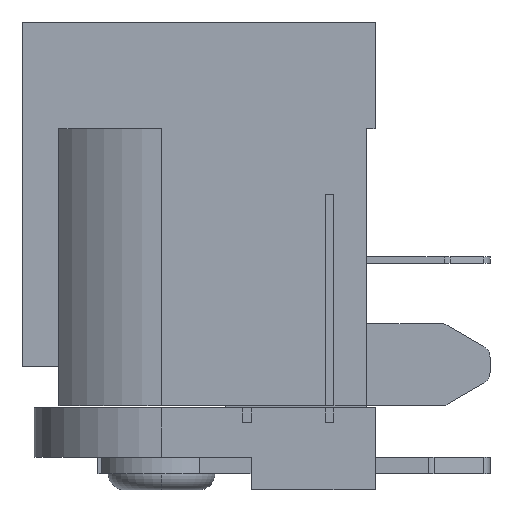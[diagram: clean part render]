
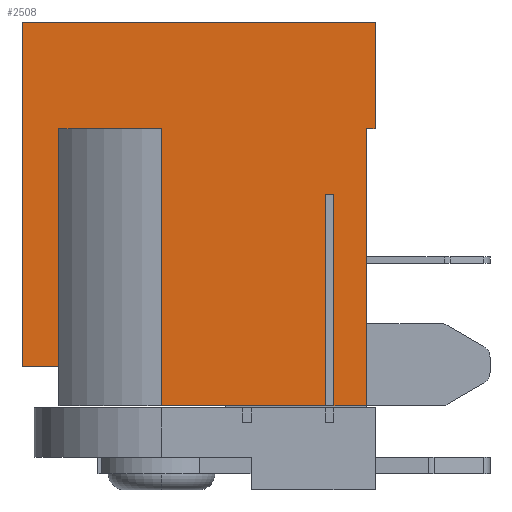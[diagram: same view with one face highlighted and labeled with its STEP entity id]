
A CAD part, left-side view. The second image highlights one B-rep face of the part: STEP entity #2508.
In plain terms, the highlighted planar face has unit normal (-1, 0, 0).
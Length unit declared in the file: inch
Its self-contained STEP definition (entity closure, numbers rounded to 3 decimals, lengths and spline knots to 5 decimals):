
#9 = PLANE ( 'NONE',  #3250 ) ;
#15 = CARTESIAN_POINT ( 'NONE',  ( -0.175, 0.43, -0.135 ) ) ;
#221 = CARTESIAN_POINT ( 'NONE',  ( -0.175, 0.385, 0.155 ) ) ;
#270 = ORIENTED_EDGE ( 'NONE', *, *, #1801, .F. ) ;
#297 = EDGE_CURVE ( 'NONE', #3292, #1055, #3150, .T. ) ;
#304 = CARTESIAN_POINT ( 'NONE',  ( -0.175, 0.05, 0.075 ) ) ;
#318 = CARTESIAN_POINT ( 'NONE',  ( -0.175, 0.43, -0.1825 ) ) ;
#325 = VERTEX_POINT ( 'NONE', #711 ) ;
#333 = ORIENTED_EDGE ( 'NONE', *, *, #2328, .F. ) ;
#344 = VERTEX_POINT ( 'NONE', #15 ) ;
#364 = EDGE_CURVE ( 'NONE', #939, #3292, #2515, .T. ) ;
#370 = CARTESIAN_POINT ( 'NONE',  ( -0.175, 0.385, 0.155 ) ) ;
#464 = VECTOR ( 'NONE', #3953, 39.37008 ) ;
#488 = ORIENTED_EDGE ( 'NONE', *, *, #3444, .T. ) ;
#514 = ORIENTED_EDGE ( 'NONE', *, *, #1295, .T. ) ;
#645 = DIRECTION ( 'NONE',  ( 0., 0., -1. ) ) ;
#711 = CARTESIAN_POINT ( 'NONE',  ( -0.175, 0., 0.285 ) ) ;
#758 = CARTESIAN_POINT ( 'NONE',  ( -0.175, 0.05, 0.075 ) ) ;
#761 = CARTESIAN_POINT ( 'NONE',  ( -0.175, -0.14, 0.285 ) ) ;
#770 = LINE ( 'NONE', #1990, #3084 ) ;
#852 = VECTOR ( 'NONE', #1589, 39.37008 ) ;
#922 = ORIENTED_EDGE ( 'NONE', *, *, #3563, .T. ) ;
#923 = LINE ( 'NONE', #4586, #2060 ) ;
#937 = DIRECTION ( 'NONE',  ( 0., 0., -1. ) ) ;
#939 = VERTEX_POINT ( 'NONE', #4367 ) ;
#942 = ORIENTED_EDGE ( 'NONE', *, *, #3533, .T. ) ;
#954 = VERTEX_POINT ( 'NONE', #3278 ) ;
#1005 = VECTOR ( 'NONE', #645, 39.37008 ) ;
#1055 = VERTEX_POINT ( 'NONE', #2629 ) ;
#1065 = DIRECTION ( 'NONE',  ( -1., 0., 0. ) ) ;
#1092 = ORIENTED_EDGE ( 'NONE', *, *, #3893, .T. ) ;
#1149 = VECTOR ( 'NONE', #3529, 39.37008 ) ;
#1219 = EDGE_CURVE ( 'NONE', #2182, #1681, #770, .T. ) ;
#1289 = EDGE_CURVE ( 'NONE', #3854, #3275, #3699, .T. ) ;
#1295 = EDGE_CURVE ( 'NONE', #4226, #2528, #3881, .T. ) ;
#1340 = LINE ( 'NONE', #3826, #4294 ) ;
#1395 = CARTESIAN_POINT ( 'NONE',  ( -0.175, -0.14, 0.155 ) ) ;
#1422 = CARTESIAN_POINT ( 'NONE',  ( -0.175, 0.26, 0.155 ) ) ;
#1436 = ORIENTED_EDGE ( 'NONE', *, *, #4453, .F. ) ;
#1503 = VECTOR ( 'NONE', #3525, 39.37008 ) ;
#1589 = DIRECTION ( 'NONE',  ( 0., -1., 0. ) ) ;
#1643 = EDGE_LOOP ( 'NONE', ( #942, #1092, #3552, #333, #514, #922, #1436, #2778, #4056, #488, #4414, #270, #2259, #1765 ) ) ;
#1671 = EDGE_CURVE ( 'NONE', #4602, #344, #923, .T. ) ;
#1681 = VERTEX_POINT ( 'NONE', #4219 ) ;
#1709 = DIRECTION ( 'NONE',  ( 0., 0., -1. ) ) ;
#1761 = LINE ( 'NONE', #3003, #852 ) ;
#1765 = ORIENTED_EDGE ( 'NONE', *, *, #364, .F. ) ;
#1801 = EDGE_CURVE ( 'NONE', #1055, #344, #3984, .T. ) ;
#1859 = CARTESIAN_POINT ( 'NONE',  ( -0.175, -0.14, -0.135 ) ) ;
#1926 = VECTOR ( 'NONE', #3874, 39.37008 ) ;
#1957 = VECTOR ( 'NONE', #3894, 39.37008 ) ;
#1990 = CARTESIAN_POINT ( 'NONE',  ( -0.175, 0.06, 0.075 ) ) ;
#1995 = FACE_OUTER_BOUND ( 'NONE', #1643, .T. ) ;
#2060 = VECTOR ( 'NONE', #1709, 39.37008 ) ;
#2069 = VECTOR ( 'NONE', #3495, 39.37008 ) ;
#2087 = CARTESIAN_POINT ( 'NONE',  ( -0.175, -0.14, 0.155 ) ) ;
#2160 = LINE ( 'NONE', #3243, #464 ) ;
#2182 = VERTEX_POINT ( 'NONE', #4522 ) ;
#2259 = ORIENTED_EDGE ( 'NONE', *, *, #297, .F. ) ;
#2290 = VERTEX_POINT ( 'NONE', #3174 ) ;
#2327 = CARTESIAN_POINT ( 'NONE',  ( -0.175, 0.01, 0.155 ) ) ;
#2328 = EDGE_CURVE ( 'NONE', #4226, #2182, #4468, .T. ) ;
#2373 = LINE ( 'NONE', #1422, #1503 ) ;
#2383 = DIRECTION ( 'NONE',  ( 0., 1., 0. ) ) ;
#2444 = DIRECTION ( 'NONE',  ( 0., 0., -1. ) ) ;
#2446 = VECTOR ( 'NONE', #2383, 39.37008 ) ;
#2508 = ADVANCED_FACE ( 'NONE', ( #1995 ), #9, .T. ) ;
#2510 = DIRECTION ( 'NONE',  ( 0., 0., 1. ) ) ;
#2515 = LINE ( 'NONE', #1395, #1957 ) ;
#2528 = VERTEX_POINT ( 'NONE', #3205 ) ;
#2548 = DIRECTION ( 'NONE',  ( 0., 1., 0. ) ) ;
#2609 = CARTESIAN_POINT ( 'NONE',  ( -0.175, 0., 0.155 ) ) ;
#2629 = CARTESIAN_POINT ( 'NONE',  ( -0.175, 0.385, -0.135 ) ) ;
#2635 = LINE ( 'NONE', #4415, #1005 ) ;
#2666 = VECTOR ( 'NONE', #2548, 39.37008 ) ;
#2778 = ORIENTED_EDGE ( 'NONE', *, *, #1289, .F. ) ;
#3003 = CARTESIAN_POINT ( 'NONE',  ( -0.175, 0.43, -0.1825 ) ) ;
#3038 = EDGE_CURVE ( 'NONE', #325, #3854, #2160, .T. ) ;
#3084 = VECTOR ( 'NONE', #937, 39.37008 ) ;
#3150 = LINE ( 'NONE', #370, #4536 ) ;
#3174 = CARTESIAN_POINT ( 'NONE',  ( -0.175, 0.01, -0.1825 ) ) ;
#3205 = CARTESIAN_POINT ( 'NONE',  ( -0.175, 0.05, -0.1825 ) ) ;
#3243 = CARTESIAN_POINT ( 'NONE',  ( -0.175, 0., 0.285 ) ) ;
#3250 = AXIS2_PLACEMENT_3D ( 'NONE', #761, #1065, #2510 ) ;
#3275 = VERTEX_POINT ( 'NONE', #2327 ) ;
#3278 = CARTESIAN_POINT ( 'NONE',  ( -0.175, 0.26, -0.1825 ) ) ;
#3292 = VERTEX_POINT ( 'NONE', #221 ) ;
#3444 = EDGE_CURVE ( 'NONE', #325, #4602, #1340, .T. ) ;
#3488 = CARTESIAN_POINT ( 'NONE',  ( -0.175, -0.14, 0.075 ) ) ;
#3495 = DIRECTION ( 'NONE',  ( 0., 1., 0. ) ) ;
#3525 = DIRECTION ( 'NONE',  ( 0., 0., -1. ) ) ;
#3529 = DIRECTION ( 'NONE',  ( 0., 0., -1. ) ) ;
#3533 = EDGE_CURVE ( 'NONE', #939, #954, #2373, .T. ) ;
#3552 = ORIENTED_EDGE ( 'NONE', *, *, #1219, .F. ) ;
#3563 = EDGE_CURVE ( 'NONE', #2528, #2290, #3625, .T. ) ;
#3625 = LINE ( 'NONE', #318, #1926 ) ;
#3699 = LINE ( 'NONE', #2087, #2069 ) ;
#3826 = CARTESIAN_POINT ( 'NONE',  ( -0.175, -0.14, 0.285 ) ) ;
#3854 = VERTEX_POINT ( 'NONE', #2609 ) ;
#3874 = DIRECTION ( 'NONE',  ( 0., -1., 0. ) ) ;
#3881 = LINE ( 'NONE', #304, #1149 ) ;
#3893 = EDGE_CURVE ( 'NONE', #954, #1681, #1761, .T. ) ;
#3894 = DIRECTION ( 'NONE',  ( 0., 1., 0. ) ) ;
#3953 = DIRECTION ( 'NONE',  ( 0., 0., -1. ) ) ;
#3975 = CARTESIAN_POINT ( 'NONE',  ( -0.175, 0.43, 0.285 ) ) ;
#3984 = LINE ( 'NONE', #1859, #2666 ) ;
#4056 = ORIENTED_EDGE ( 'NONE', *, *, #3038, .F. ) ;
#4219 = CARTESIAN_POINT ( 'NONE',  ( -0.175, 0.06, -0.1825 ) ) ;
#4226 = VERTEX_POINT ( 'NONE', #758 ) ;
#4294 = VECTOR ( 'NONE', #4525, 39.37008 ) ;
#4367 = CARTESIAN_POINT ( 'NONE',  ( -0.175, 0.26, 0.155 ) ) ;
#4414 = ORIENTED_EDGE ( 'NONE', *, *, #1671, .T. ) ;
#4415 = CARTESIAN_POINT ( 'NONE',  ( -0.175, 0.01, 0.155 ) ) ;
#4453 = EDGE_CURVE ( 'NONE', #3275, #2290, #2635, .T. ) ;
#4468 = LINE ( 'NONE', #3488, #2446 ) ;
#4522 = CARTESIAN_POINT ( 'NONE',  ( -0.175, 0.06, 0.075 ) ) ;
#4525 = DIRECTION ( 'NONE',  ( 0., 1., 0. ) ) ;
#4536 = VECTOR ( 'NONE', #2444, 39.37008 ) ;
#4586 = CARTESIAN_POINT ( 'NONE',  ( -0.175, 0.43, 0.285 ) ) ;
#4602 = VERTEX_POINT ( 'NONE', #3975 ) ;
